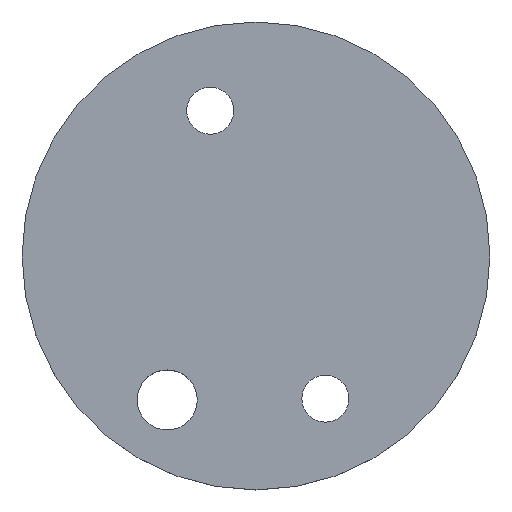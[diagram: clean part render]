
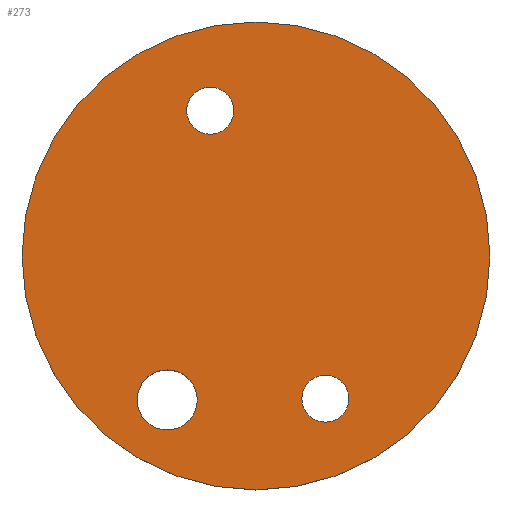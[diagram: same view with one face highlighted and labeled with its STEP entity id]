
A CAD part, top view. The second image highlights one B-rep face of the part: STEP entity #273.
In plain terms, the highlighted planar face has unit normal (0, 0, 1).
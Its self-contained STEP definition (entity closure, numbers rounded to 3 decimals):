
#42=CARTESIAN_POINT('Vertex',(24.765,0.,3.)) ;
#56=CARTESIAN_POINT('Vertex',(-24.765,0.,3.)) ;
#59=CARTESIAN_POINT('Axis2P3D Location',(0.,0.,3.)) ;
#76=CARTESIAN_POINT('Axis2P3D Location',(0.,0.,3.)) ;
#97=CARTESIAN_POINT('Vertex',(-2.354,15.378,3.)) ;
#102=CARTESIAN_POINT('Axis2P3D Location',(-4.843,15.378,3.)) ;
#106=CARTESIAN_POINT('Vertex',(-7.333,15.378,3.)) ;
#128=CARTESIAN_POINT('Axis2P3D Location',(-4.843,15.378,3.)) ;
#154=CARTESIAN_POINT('Vertex',(9.838,-15.102,3.)) ;
#159=CARTESIAN_POINT('Axis2P3D Location',(7.349,-15.102,3.)) ;
#163=CARTESIAN_POINT('Vertex',(4.859,-15.102,3.)) ;
#185=CARTESIAN_POINT('Axis2P3D Location',(7.349,-15.102,3.)) ;
#238=CARTESIAN_POINT('Axis2P3D Location',(0.,0.,3.)) ;
#247=CARTESIAN_POINT('Axis2P3D Location',(-9.398,-15.24,3.)) ;
#251=CARTESIAN_POINT('Vertex',(-6.223,-15.24,3.)) ;
#253=CARTESIAN_POINT('Vertex',(-12.573,-15.24,3.)) ;
#256=CARTESIAN_POINT('Axis2P3D Location',(-9.398,-15.24,3.)) ;
#60=DIRECTION('Axis2P3D Direction',(0.,0.,1.)) ;
#77=DIRECTION('Axis2P3D Direction',(0.,0.,1.)) ;
#103=DIRECTION('Axis2P3D Direction',(0.,0.,1.)) ;
#129=DIRECTION('Axis2P3D Direction',(0.,0.,1.)) ;
#160=DIRECTION('Axis2P3D Direction',(0.,0.,1.)) ;
#186=DIRECTION('Axis2P3D Direction',(0.,0.,1.)) ;
#239=DIRECTION('Axis2P3D Direction',(0.,0.,1.)) ;
#240=DIRECTION('Axis2P3D XDirection',(1.,0.,0.)) ;
#248=DIRECTION('Axis2P3D Direction',(0.,0.,1.)) ;
#257=DIRECTION('Axis2P3D Direction',(0.,0.,1.)) ;
#61=AXIS2_PLACEMENT_3D('Circle Axis2P3D',#59,#60,$) ;
#78=AXIS2_PLACEMENT_3D('Circle Axis2P3D',#76,#77,$) ;
#104=AXIS2_PLACEMENT_3D('Circle Axis2P3D',#102,#103,$) ;
#130=AXIS2_PLACEMENT_3D('Circle Axis2P3D',#128,#129,$) ;
#161=AXIS2_PLACEMENT_3D('Circle Axis2P3D',#159,#160,$) ;
#187=AXIS2_PLACEMENT_3D('Circle Axis2P3D',#185,#186,$) ;
#241=AXIS2_PLACEMENT_3D('Plane Axis2P3D',#238,#239,#240) ;
#249=AXIS2_PLACEMENT_3D('Circle Axis2P3D',#247,#248,$) ;
#258=AXIS2_PLACEMENT_3D('Circle Axis2P3D',#256,#257,$) ;
#62=CIRCLE('generated circle',#61,24.765) ;
#79=CIRCLE('generated circle',#78,24.765) ;
#105=CIRCLE('generated circle',#104,2.489) ;
#131=CIRCLE('generated circle',#130,2.489) ;
#162=CIRCLE('generated circle',#161,2.489) ;
#188=CIRCLE('generated circle',#187,2.489) ;
#250=CIRCLE('generated circle',#249,3.175) ;
#259=CIRCLE('generated circle',#258,3.175) ;
#242=PLANE('',#241) ;
#264=FACE_BOUND('',#261,.T.) ;
#268=FACE_BOUND('',#265,.T.) ;
#272=FACE_BOUND('',#269,.T.) ;
#63=EDGE_CURVE('',#43,#57,#62,.T.) ;
#80=EDGE_CURVE('',#57,#43,#79,.T.) ;
#108=EDGE_CURVE('',#98,#107,#105,.T.) ;
#132=EDGE_CURVE('',#107,#98,#131,.T.) ;
#165=EDGE_CURVE('',#155,#164,#162,.T.) ;
#189=EDGE_CURVE('',#164,#155,#188,.T.) ;
#255=EDGE_CURVE('',#252,#254,#250,.T.) ;
#260=EDGE_CURVE('',#254,#252,#259,.T.) ;
#244=ORIENTED_EDGE('',*,*,#63,.T.) ;
#245=ORIENTED_EDGE('',*,*,#80,.T.) ;
#262=ORIENTED_EDGE('',*,*,#255,.F.) ;
#263=ORIENTED_EDGE('',*,*,#260,.F.) ;
#266=ORIENTED_EDGE('',*,*,#165,.F.) ;
#267=ORIENTED_EDGE('',*,*,#189,.F.) ;
#270=ORIENTED_EDGE('',*,*,#108,.F.) ;
#271=ORIENTED_EDGE('',*,*,#132,.F.) ;
#243=EDGE_LOOP('',(#244,#245)) ;
#261=EDGE_LOOP('',(#262,#263)) ;
#265=EDGE_LOOP('',(#266,#267)) ;
#269=EDGE_LOOP('',(#270,#271)) ;
#43=VERTEX_POINT('',#42) ;
#57=VERTEX_POINT('',#56) ;
#98=VERTEX_POINT('',#97) ;
#107=VERTEX_POINT('',#106) ;
#155=VERTEX_POINT('',#154) ;
#164=VERTEX_POINT('',#163) ;
#252=VERTEX_POINT('',#251) ;
#254=VERTEX_POINT('',#253) ;
#273=ADVANCED_FACE('PartBody',(#246,#264,#268,#272),#242,.T.) ;
#246=FACE_OUTER_BOUND('',#243,.T.) ;
